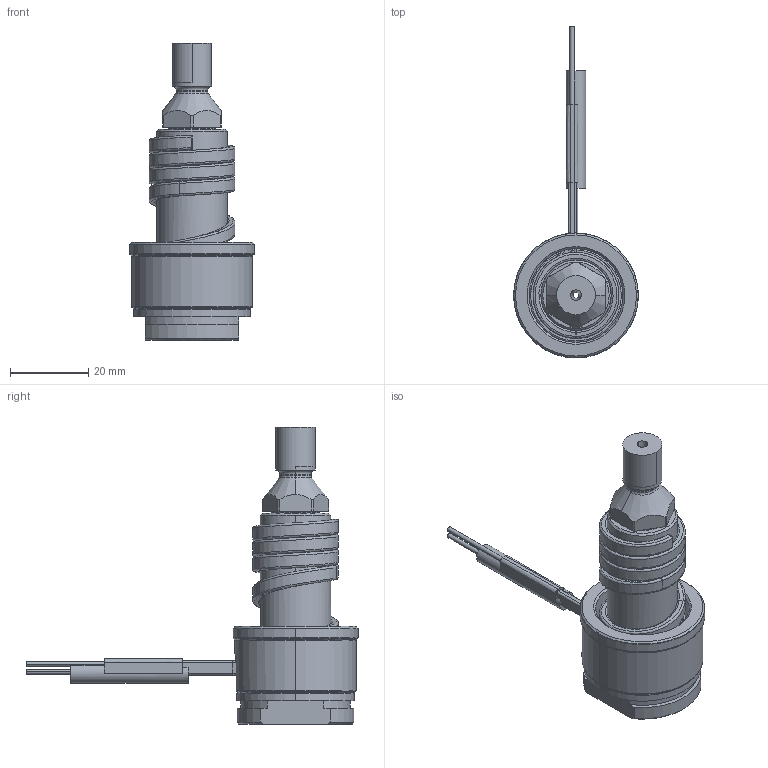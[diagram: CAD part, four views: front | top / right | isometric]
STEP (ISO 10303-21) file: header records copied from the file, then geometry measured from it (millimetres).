
FILE_DESCRIPTION((''),'2;1');
FILE_NAME('SM-66-APO-H','2014-02-13T',('Íàòàëüÿ'),('IMID'),'PRO/ENGINEER BY PARAMETRIC TECHNOLOGY CORPORATION, 2010480','PRO/ENGINEER BY PARAMETRIC TECHNOLOGY CORPORATION, 2010480','');
FILE_SCHEMA(('CONFIG_CONTROL_DESIGN'));
Length unit declared in the file: millimetre
Products named in the file (1): SM-66-APO-H
Bounding box: 32 x 85 x 76.2 mm (x, y, z)
Volume: 26197.3 mm3; surface area: 15555.8 mm2
Topology: 1 solids, 8 shells, 287 faces, 742 edges, 445 vertices
Faces by surface type: cylinder 99, bspline 51, cone 48, plane 46, torus 26, revolution 9, extrusion 6, sphere 2
Entity records: 14396 total; most frequent: CARTESIAN_POINT 7691, ORIENTED_EDGE 1444, DIRECTION 1313, EDGE_CURVE 734, AXIS2_PLACEMENT_3D 525, VERTEX_POINT 445, EDGE_LOOP 307, CIRCLE 303
